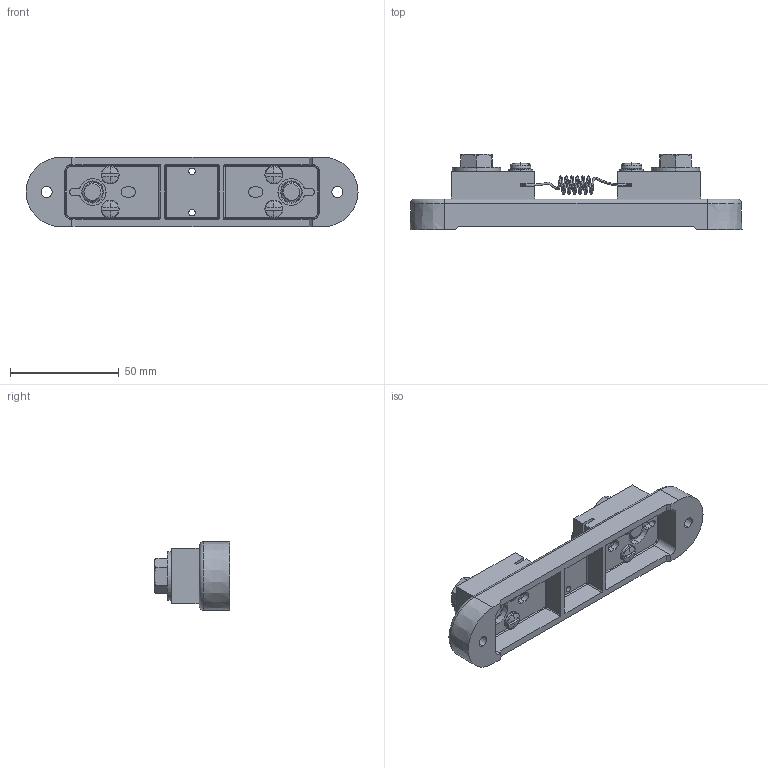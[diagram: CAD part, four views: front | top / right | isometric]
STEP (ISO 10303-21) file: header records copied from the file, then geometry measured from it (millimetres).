
FILE_DESCRIPTION (( 'STEP AP203' ), '1' );
FILE_NAME ('RSN_WB-1-100.STEP', '2024-04-03T17:33:41', ( '' ), ( '' ), 'SwSTEP 2.0', 'SolidWorks 2023', '' );
FILE_SCHEMA (( 'CONFIG_CONTROL_DESIGN' ));
Length unit declared in the file: inch
Products named in the file (8): H1050-B WB BASE; H4120 8-32x3_8 SL PN, BR_92446A192; H4200-A 3_8-16x5_8 HEX CAP, BR; H3160 #10 FLAT WASHER, BR_92916A345; RSN-1-100; RSN_WB-1-100; H4150 10-32x3_8 SL PN, BR_92446A827; H3230 3_8 FLAT WASHER, BR_92916A405
Assembly tree (14 placements, depth 2):
  RSN_WB-1-100
    RSN-1-100
    H3230 3_8 FLAT WASHER, BR_92916A405  x2
    H3160 #10 FLAT WASHER, BR_92916A345  x2
    H1050-B WB BASE
    H4120 8-32x3_8 SL PN, BR_92446A192  x4
    H4200-A 3_8-16x5_8 HEX CAP, BR  x2
    H4150 10-32x3_8 SL PN, BR_92446A827  x2
Bounding box: 152.4 x 34.45 x 31.75 mm (x, y, z)
Volume: 56904.9 mm3; surface area: 33478.3 mm2
Topology: 16 solids, 16 shells, 811 faces, 2204 edges, 1418 vertices
Faces by surface type: cylinder 478, plane 127, cone 106, bspline 34, torus 34, sphere 32
Entity records: 21289 total; most frequent: CARTESIAN_POINT 10537, ORIENTED_EDGE 2216, DIRECTION 1891, EDGE_CURVE 1108, AXIS2_PLACEMENT_3D 713, VERTEX_POINT 708, EDGE_LOOP 470, LINE 465
